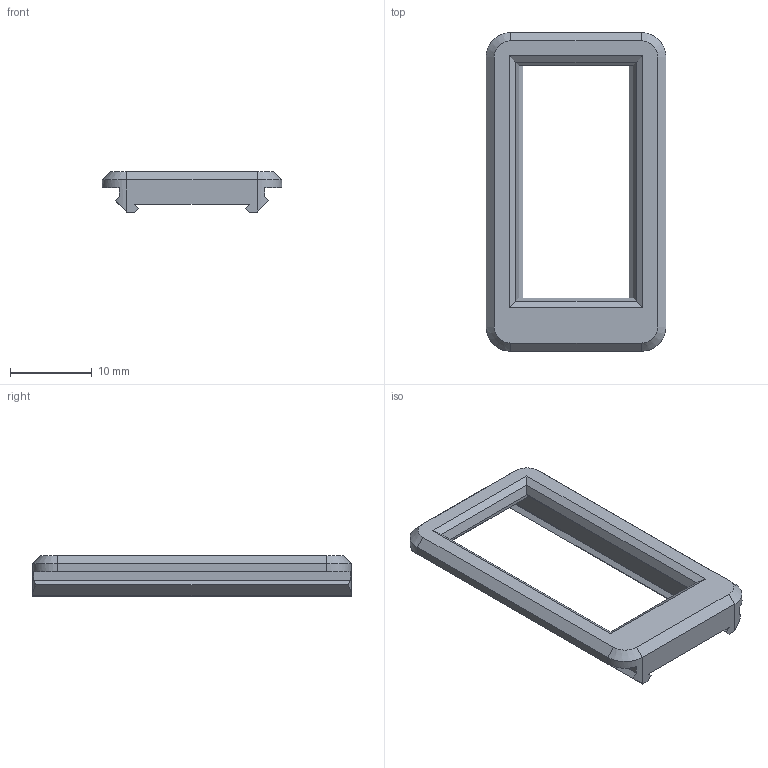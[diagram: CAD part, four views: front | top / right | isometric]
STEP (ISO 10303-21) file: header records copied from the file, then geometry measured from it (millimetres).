
FILE_DESCRIPTION(/* description */ (''),/* implementation_level */ '2;1');
FILE_NAME(/* name */ 'nice_view_sled.step',/* time_stamp */ '2025-09-20T13:40:28-05:00',/* author */ (''),/* organization */ (''),/* preprocessor_version */ 'ST-DEVELOPER v20.1',/* originating_system */ 'Autodesk Translation Framework v14.17.0.0',/* authorisation */ '');
FILE_SCHEMA (('AUTOMOTIVE_DESIGN { 1 0 10303 214 3 1 1 }'));
Length unit declared in the file: millimetre
Products named in the file (2): LevelsGrande; nice!view
Assembly tree (1 placements, depth 2):
  LevelsGrande
    nice!view
Bounding box: 22 x 39 x 5 mm (x, y, z)
Volume: 1241 mm3; surface area: 1741.2 mm2
Topology: 1 solids, 1 shells, 58 faces, 147 edges, 90 vertices
Faces by surface type: plane 50, cylinder 4, cone 4
Entity records: 1805 total; most frequent: CARTESIAN_POINT 298, ORIENTED_EDGE 294, DIRECTION 289, EDGE_CURVE 147, LINE 127, VECTOR 127, VERTEX_POINT 90, AXIS2_PLACEMENT_3D 81
